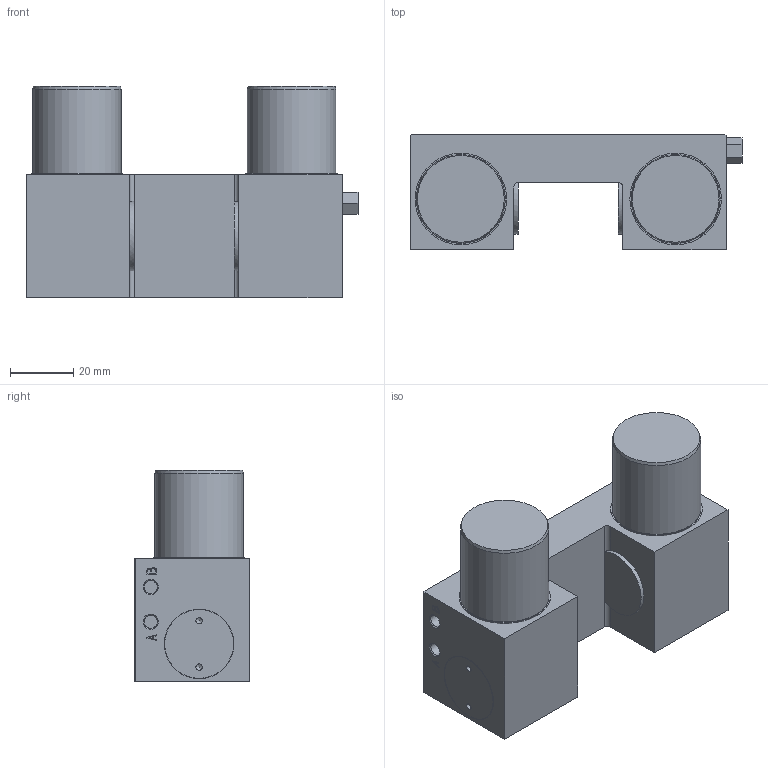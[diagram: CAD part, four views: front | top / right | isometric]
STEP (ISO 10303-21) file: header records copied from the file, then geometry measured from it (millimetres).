
FILE_DESCRIPTION( ( 'STEP AP203' ), '1' );
FILE_NAME( 'MKS3514D-CPCHRC(HRU)-HRC-FL-35.stp', '2021-04-16T07:21:05', ( 'License CC BY-ND 4.0' ), ( 'CADENAS' ), ' ', 'PARTsolutions', ' ' );
FILE_SCHEMA( ( 'CONFIG_CONTROL_DESIGN' ) );
Length unit declared in the file: millimetre
Products named in the file (4): MKS3514D-CPCHRC(HRU)-HRC-FL-35; _Gehaeuse_MKS 3514D 38.08; _Luftfilter 5 7; _Deckel MKS 28
Assembly tree (4 placements, depth 2):
  MKS3514D-CPCHRC(HRU)-HRC-FL-35
    _Gehaeuse_MKS 3514D 38.08
    _Luftfilter 5 7
    _Deckel MKS 28  x2
Bounding box: 105.1 x 36.5 x 67 mm (x, y, z)
Volume: 125166.9 mm3; surface area: 31811.5 mm2
Topology: 4 solids, 4 shells, 164 faces, 376 edges, 250 vertices
Faces by surface type: plane 96, cylinder 44, cone 22, torus 2
Full cylindrical faces by diameter (mm): 2 x8, 4.134 x4, 6.647 x4, 21.8 x2, 22 x2, 24 x2, 27.8 x2, 28 x4, 29 x2
Entity records: 4083 total; most frequent: CARTESIAN_POINT 698, DIRECTION 684, ORIENTED_EDGE 564, EDGE_CURVE 282, AXIS2_PLACEMENT_3D 248, EDGE_LOOP 228, VERTEX_POINT 218, LINE 188
